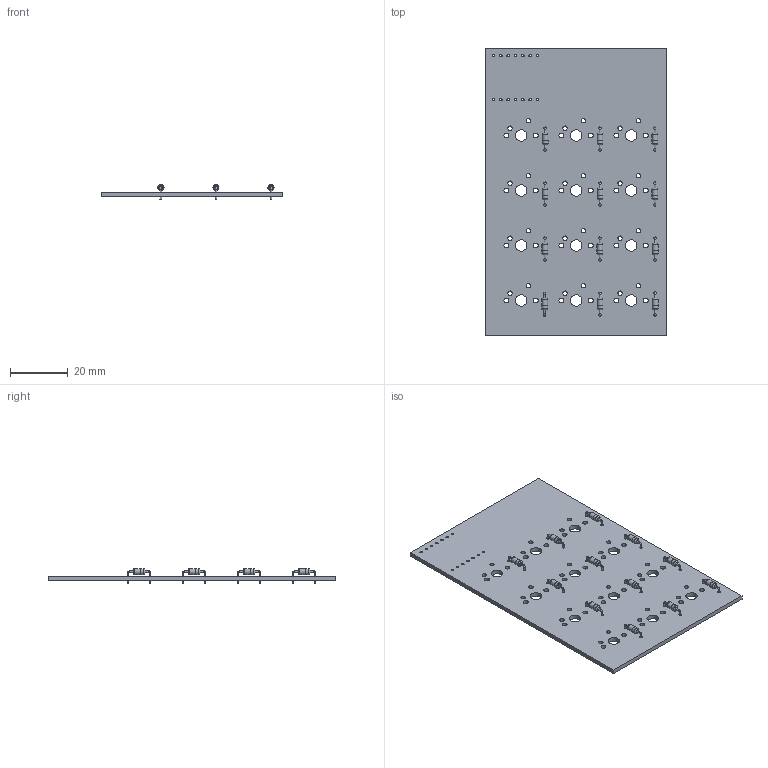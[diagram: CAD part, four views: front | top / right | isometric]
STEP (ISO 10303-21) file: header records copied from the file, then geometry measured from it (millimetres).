
FILE_DESCRIPTION(('KiCad electronic assembly'),'2;1');
FILE_NAME('Macropad PCB.step','2026-01-14T17:32:25',('Pcbnew'),('Kicad') ,'Open CASCADE STEP processor 7.9','KiCad to STEP converter','Unknown' );
FILE_SCHEMA(('AUTOMOTIVE_DESIGN { 1 0 10303 214 1 1 1 1 }'));
Length unit declared in the file: millimetre
Products named in the file (3): Macropad PCB 1; D_DO-35_SOD27_P7.62mm_Horizontal; macropad_PCB
Assembly tree (13 placements, depth 2):
  Macropad PCB 1
    D_DO-35_SOD27_P7.62mm_Horizontal  x12
    macropad_PCB
Bounding box: 63 x 99.6 x 5.01 mm (x, y, z)
Volume: 9252.2 mm3; surface area: 13888.6 mm2
Topology: 25 solids, 25 shells, 296 faces, 594 edges, 372 vertices
Faces by surface type: cylinder 170, plane 78, torus 48
Full cylindrical faces by diameter (mm): 0.5 x36, 0.8 x24, 0.889 x14, 1.5 x24, 1.7 x24, 2 x24, 2.02 x12, 4 x12
Entity records: 4587 total; most frequent: DIRECTION 812, CARTESIAN_POINT 682, ORIENTED_EDGE 660, AXIS2_PLACEMENT_3D 348, EDGE_CURVE 330, FACE_BOUND 318, EDGE_LOOP 318, VERTEX_POINT 218
